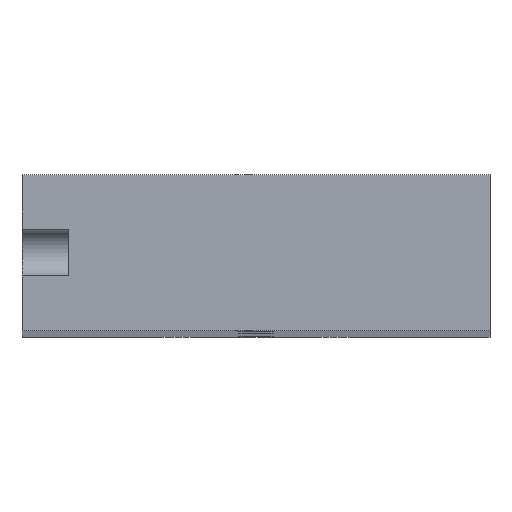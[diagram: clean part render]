
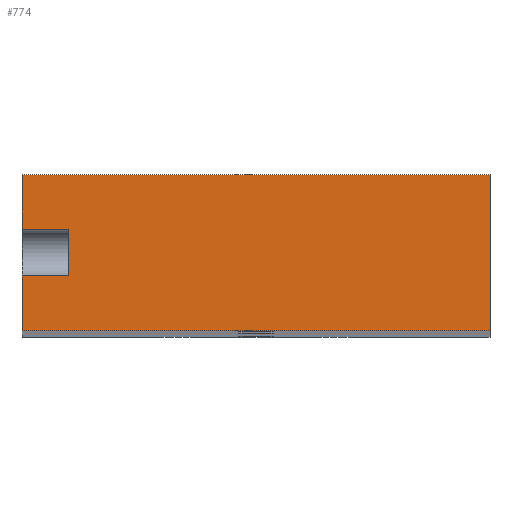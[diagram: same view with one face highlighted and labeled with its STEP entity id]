
A CAD part, top view. The second image highlights one B-rep face of the part: STEP entity #774.
In plain terms, the highlighted planar face has unit normal (0, 0, 1).
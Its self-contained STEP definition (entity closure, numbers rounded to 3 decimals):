
#506=CARTESIAN_POINT('',(148.971,265.462,260.));
#507=VERTEX_POINT('',#506);
#514=CARTESIAN_POINT('',(118.971,265.462,260.));
#515=VERTEX_POINT('',#514);
#516=CARTESIAN_POINT('',(148.971,265.462,260.));
#517=DIRECTION('',(-1.,-0.,0.));
#518=VECTOR('',#517,30.);
#519=LINE('',#516,#518);
#520=EDGE_CURVE('',#507,#515,#519,.T.);
#580=CARTESIAN_POINT('',(118.971,271.962,260.));
#581=VERTEX_POINT('',#580);
#588=CARTESIAN_POINT('',(118.971,275.462,260.));
#589=VERTEX_POINT('',#588);
#590=CARTESIAN_POINT('',(118.971,271.962,260.));
#591=DIRECTION('',(0.,1.,0.));
#592=VECTOR('',#591,3.5);
#593=LINE('',#590,#592);
#594=EDGE_CURVE('',#581,#589,#593,.T.);
#611=CARTESIAN_POINT('',(118.971,268.962,260.));
#612=VERTEX_POINT('',#611);
#613=CARTESIAN_POINT('',(118.971,265.462,260.));
#614=DIRECTION('',(0.,1.,0.));
#615=VECTOR('',#614,3.5);
#616=LINE('',#613,#615);
#617=EDGE_CURVE('',#515,#612,#616,.T.);
#728=CARTESIAN_POINT('',(-320.,-17.09,260.));
#729=DIRECTION('',(0.,0.,1.));
#730=DIRECTION('',(1.,0.,0.));
#731=AXIS2_PLACEMENT_3D('',#728,#729,#730);
#732=PLANE('',#731);
#733=CARTESIAN_POINT('',(121.971,271.962,260.));
#734=VERTEX_POINT('',#733);
#735=CARTESIAN_POINT('',(121.971,268.962,260.));
#736=VERTEX_POINT('',#735);
#737=CARTESIAN_POINT('',(121.971,271.962,260.));
#738=DIRECTION('',(-0.,-1.,-0.));
#739=VECTOR('',#738,3.);
#740=LINE('',#737,#739);
#741=EDGE_CURVE('',#734,#736,#740,.T.);
#742=ORIENTED_EDGE('',*,*,#741,.T.);
#743=CARTESIAN_POINT('',(121.971,268.962,260.));
#744=DIRECTION('',(-1.,-0.,0.));
#745=VECTOR('',#744,3.);
#746=LINE('',#743,#745);
#747=EDGE_CURVE('',#736,#612,#746,.T.);
#748=ORIENTED_EDGE('',*,*,#747,.T.);
#749=ORIENTED_EDGE('',*,*,#617,.F.);
#750=ORIENTED_EDGE('',*,*,#520,.F.);
#751=CARTESIAN_POINT('',(148.971,275.462,260.));
#752=VERTEX_POINT('',#751);
#753=CARTESIAN_POINT('',(148.971,275.462,260.));
#754=DIRECTION('',(-0.,-1.,-0.));
#755=VECTOR('',#754,10.);
#756=LINE('',#753,#755);
#757=EDGE_CURVE('',#752,#507,#756,.T.);
#758=ORIENTED_EDGE('',*,*,#757,.F.);
#759=CARTESIAN_POINT('',(118.971,275.462,260.));
#760=DIRECTION('',(1.,0.,-0.));
#761=VECTOR('',#760,30.);
#762=LINE('',#759,#761);
#763=EDGE_CURVE('',#589,#752,#762,.T.);
#764=ORIENTED_EDGE('',*,*,#763,.F.);
#765=ORIENTED_EDGE('',*,*,#594,.F.);
#766=CARTESIAN_POINT('',(118.971,271.962,260.));
#767=DIRECTION('',(1.,0.,-0.));
#768=VECTOR('',#767,3.);
#769=LINE('',#766,#768);
#770=EDGE_CURVE('',#581,#734,#769,.T.);
#771=ORIENTED_EDGE('',*,*,#770,.T.);
#772=EDGE_LOOP('',(#742,#748,#749,#750,#758,#764,#765,#771));
#773=FACE_BOUND('',#772,.T.);
#774=ADVANCED_FACE('',(#773),#732,.T.);
